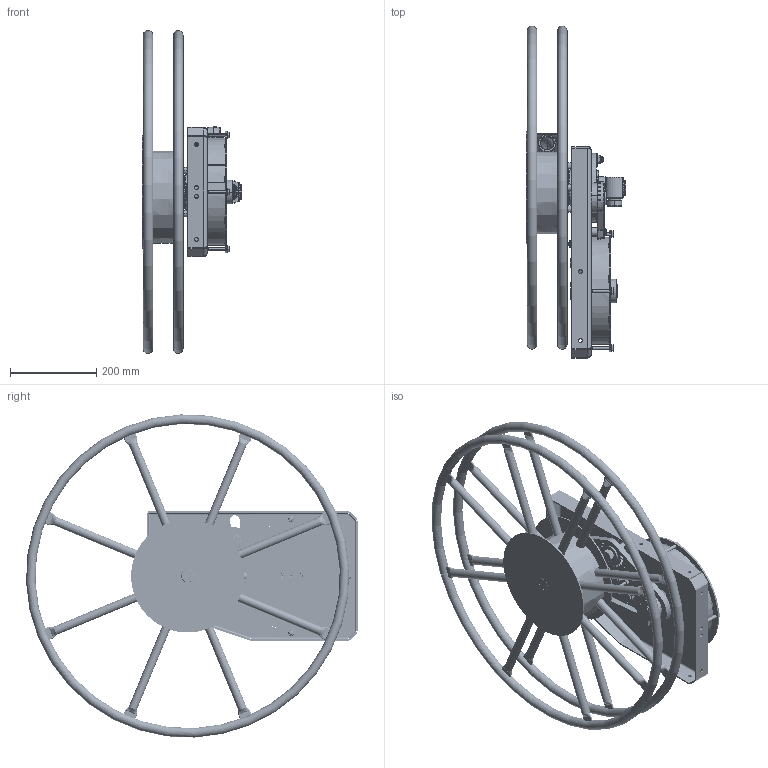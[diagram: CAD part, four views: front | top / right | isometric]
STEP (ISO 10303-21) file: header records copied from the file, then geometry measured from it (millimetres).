
FILE_DESCRIPTION((''),'2;1');
FILE_NAME('AVX-00208_ASM','2013-04-10T',('CAD02'),('CDM'),'PRO/ENGINEER BY PARAMETRIC TECHNOLOGY CORPORATION, 2012480','PRO/ENGINEER BY PARAMETRIC TECHNOLOGY CORPORATION, 2012480','');
FILE_SCHEMA(('CONFIG_CONTROL_DESIGN'));
Products named in the file (76): 1_62_00_113; 1_26_30_47; 1_26_55_02; 1_26_60_02; 1_26_60_10; DADO-03_08; 1_26_50_61_ASM; 1_26_30_48; 1_26_50_62_ASM; 1_00_00_185; CEN-03_1_X; MAN-06_1_AF0; 1_58_50_11_ASM; MAN-06_1_AF1; 1_58_50_12_ASM; 1_06_10_33; 1_00_00_186_ASM; 1_64_10_99_ASM; 1_02_00_99; 1_40_40_64; ROND-01_08; VITE-01_08_40; ROND-03_40_50_020; 1_06_80_04_AF0; FL-06_65_AF1; 1_30_00_10_AF0_ASM; 1_76_50_43_ASM; CUSC-02_6008-2Z; 1_76_20_77; 1_68_40_02; DADO-01_06; 1_02_00_100; 1_76_20_76_ASM; ROND-01_10; ROND-02_10_30; VITE-01_10_35; DADO-07_10; 1_60_89_04; 1_60_90_46; 2-1_58_80_20 ...
Assembly tree (143 placements, depth 5):
  AVX-00208_ASM
    1_64_10_99_ASM
      1_62_00_113
      1_26_50_61_ASM
        1_26_30_47
        1_26_55_02
        1_26_60_02  x5
        1_26_60_10  x3
        DADO-03_08  x4
      1_26_50_62_ASM
        1_26_30_48
        1_26_55_02
        1_26_60_02  x5
        1_26_60_10  x3
      1_00_00_186_ASM
        1_00_00_185
        CEN-03_1_X  x2
        1_58_50_11_ASM
          MAN-06_1_AF0
        1_58_50_12_ASM
          MAN-06_1_AF1
        1_06_10_33
    1_02_00_99  x4
    1_40_40_64
    ROND-01_08  x12
    VITE-01_08_40  x4
    ROND-03_40_50_020
    1_76_50_43_ASM
      1_06_80_04_AF0
      1_30_00_10_AF0_ASM
        FL-06_65_AF1
    CUSC-02_6008-2Z  x2
    1_76_20_76_ASM
      1_76_20_77
      1_68_40_02
      DADO-01_06
      1_02_00_100
    ROND-01_10  x5
    ROND-02_10_30  x5
    VITE-01_10_35  x5
    DADO-07_10  x4
    1_60_89_04
    1_60_90_46
    1_58_80_20_ASM
      2-1_58_80_20
      1-1_58_80_20
      3-1_58_80_20  x2
      4-1_58_80_20  x2
      5-1_58_80_20
    1_08_10_26_ASM
      1_08_20_10
      1_08_30_05
      1_68_40_02
    VITE-01_08_65  x4
    DADO-07_08  x4
    CUSC-02_6005-2Z  x2
    1_52_50_13
    VITE-05_06_20  x4
    1_02_00_102
    1_40_40_65
Bounding box: 229.7 x 769.73 x 749.38 mm (x, y, z)
Volume: 3608883.1 mm3; surface area: 2564171.3 mm2
Topology: 137 solids, 224 shells, 3566 faces, 9068 edges, 5916 vertices
Faces by surface type: cylinder 1275, plane 1062, cone 537, bspline 378, torus 162, extrusion 150, sphere 2
Entity records: 103138 total; most frequent: CARTESIAN_POINT 31543, DIRECTION 11264, ORIENTED_EDGE 10342, PRESENTATION_STYLE_ASSIGNMENT 5655, STYLED_ITEM 5637, CURVE_STYLE 5274, EDGE_CURVE 5274, AXIS2_PLACEMENT_3D 4514
